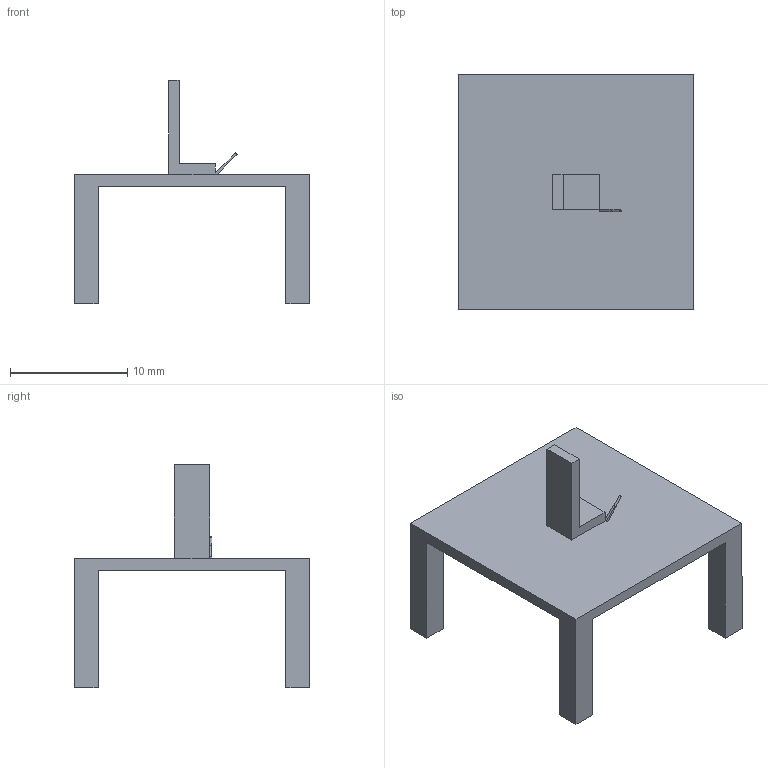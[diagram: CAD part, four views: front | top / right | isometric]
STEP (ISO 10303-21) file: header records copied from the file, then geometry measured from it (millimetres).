
FILE_DESCRIPTION(/* description */ (''),/* implementation_level */ '2;1');
FILE_NAME(/* name */ 'Mesa_Desbarbado.step',/* time_stamp */ '2022-06-25T09:42:48-05:00',/* author */ (''),/* organization */ (''),/* preprocessor_version */ 'ST-DEVELOPER v19',/* originating_system */ 'Autodesk Translation Framework v11.7.0.108',/* authorisation */ '');
FILE_SCHEMA (('AUTOMOTIVE_DESIGN { 1 0 10303 214 3 1 1 }'));
Length unit declared in the file: millimetre
Products named in the file (4): Mesa; Mesa_1; Silla v1; Desbarbador
Assembly tree (3 placements, depth 2):
  Mesa
    Mesa_1
    Silla v1
    Desbarbador
Bounding box: 20 x 20 x 19 mm (x, y, z)
Volume: 590.1 mm3; surface area: 1293.8 mm2
Topology: 3 solids, 3 shells, 38 faces, 91 edges, 59 vertices
Faces by surface type: plane 37, cylinder 1
Full cylindrical faces by diameter (mm): 0.2 x1
Entity records: 1213 total; most frequent: CARTESIAN_POINT 196, DIRECTION 188, ORIENTED_EDGE 182, EDGE_CURVE 91, LINE 86, VECTOR 86, VERTEX_POINT 59, AXIS2_PLACEMENT_3D 51
